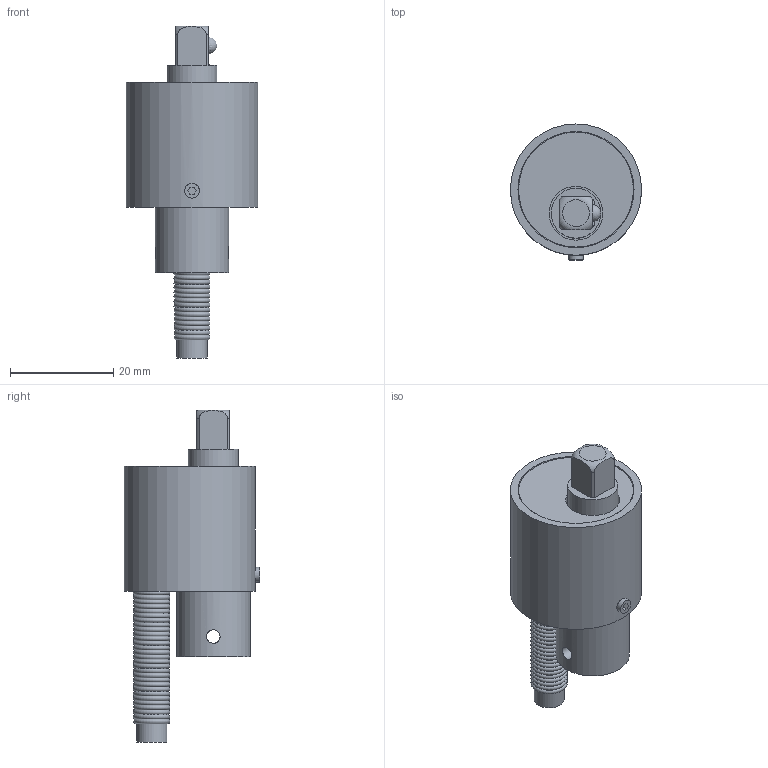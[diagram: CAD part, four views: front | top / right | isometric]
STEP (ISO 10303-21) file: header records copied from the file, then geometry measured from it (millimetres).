
FILE_DESCRIPTION((''),'2;1');
FILE_NAME('TAT400.stp','2011-02-08T13:28:34',('thomasl'),(''),'Autodesk Inventor 2011','Autodesk Inventor 2011','');
FILE_SCHEMA(('AUTOMOTIVE_DESIGN { 1 0 10303 214 1 1 1 1 }'));
Length unit declared in the file: inch
Products named in the file (2): FI1151 (SubstituteLevelofDetail1); FI1151_Substitute_1
Assembly tree (1 placements, depth 2):
  FI1151 (SubstituteLevelofDetail1)
    FI1151_Substitute_1
Bounding box: 25.4 x 26.29 x 64.26 mm (x, y, z)
Volume: 10889.5 mm3; surface area: 8001.3 mm2
Topology: 11 solids, 12 shells, 122 faces, 275 edges, 169 vertices
Faces by surface type: torus 53, plane 34, cylinder 30, cone 3, sphere 2
Full cylindrical faces by diameter (mm): 2.261 x1, 2.616 x2, 2.845 x1, 3.264 x1, 3.277 x1, 5.842 x1, 6.35 x8, 9.652 x1, 10.16 x1, 10.414 x1, 14.224 x1, 21.59 x1, 22.225 x1, 22.479 x1, 25.4 x1
Entity records: 3141 total; most frequent: CARTESIAN_POINT 700, DIRECTION 499, ORIENTED_EDGE 322, AXIS2_PLACEMENT_3D 230, EDGE_LOOP 221, EDGE_CURVE 161, VERTEX_POINT 139, STYLED_ITEM 123
